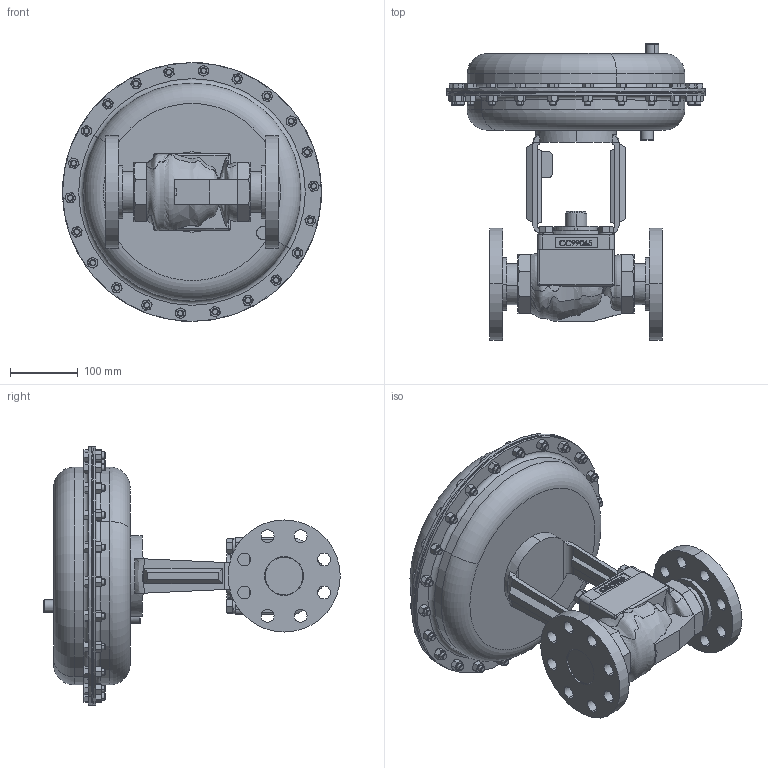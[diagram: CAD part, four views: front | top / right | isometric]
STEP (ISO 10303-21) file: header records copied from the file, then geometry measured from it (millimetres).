
FILE_DESCRIPTION (( 'STEP AP203' ), '1' );
FILE_NAME ('78-200-BR+CS+S6-F3-85M.step', '2017-09-25T13:15:14', ( '' ), ( '' ), 'SwSTEP 2.0', 'SolidWorks 2014', '' );
FILE_SCHEMA (( 'CONFIG_CONTROL_DESIGN' ));
Length unit declared in the file: inch
Products named in the file (1): 78-200-BR+CS+S6-F3-85M
Bounding box: 381 x 436.27 x 381 mm (x, y, z)
Volume: 12183107.5 mm3; surface area: 640784.3 mm2
Topology: 1 solids, 1 shells, 1388 faces, 3316 edges, 2037 vertices
Faces by surface type: plane 564, cone 488, cylinder 218, bspline 100, torus 10, sphere 8
Entity records: 56741 total; most frequent: CARTESIAN_POINT 26452, ORIENTED_EDGE 6628, DIRECTION 5581, EDGE_CURVE 3314, AXIS2_PLACEMENT_3D 2169, VERTEX_POINT 2037, EDGE_LOOP 1583, FACE_OUTER_BOUND 1388
